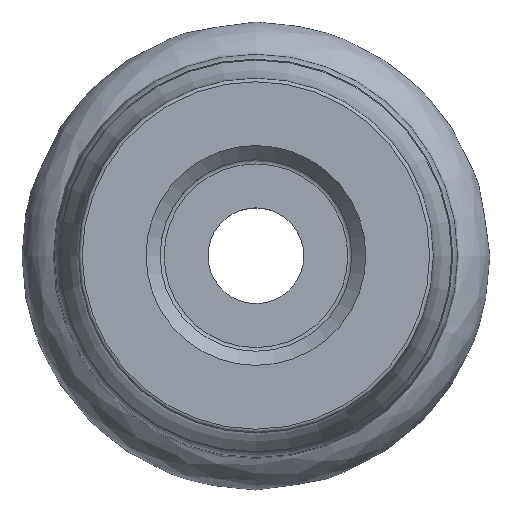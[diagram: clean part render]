
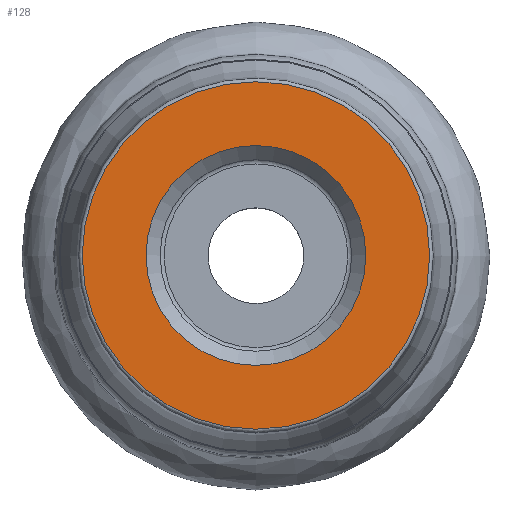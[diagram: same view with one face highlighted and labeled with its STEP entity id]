
A CAD part, top view. The second image highlights one B-rep face of the part: STEP entity #128.
In plain terms, the highlighted conical face has half-angle 89.977 degrees and reference radius 15.502 mm.
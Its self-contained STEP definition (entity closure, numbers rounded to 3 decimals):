
#128=ADVANCED_FACE('',(#161,#162),#156,.F.);
#156=CONICAL_SURFACE('',#529,15.502,89.977);
#161=FACE_BOUND('',#216,.T.);
#162=FACE_BOUND('',#217,.T.);
#216=EDGE_LOOP('',(#270));
#217=EDGE_LOOP('',(#271));
#270=ORIENTED_EDGE('',*,*,#352,.T.);
#271=ORIENTED_EDGE('',*,*,#353,.F.);
#324=VERTEX_POINT('',#746);
#325=VERTEX_POINT('',#748);
#352=EDGE_CURVE('',#324,#324,#379,.T.);
#353=EDGE_CURVE('',#325,#325,#380,.T.);
#379=CIRCLE('',#527,24.5);
#380=CIRCLE('',#528,15.502);
#527=AXIS2_PLACEMENT_3D('',#745,#606,#607);
#528=AXIS2_PLACEMENT_3D('',#747,#608,#609);
#529=AXIS2_PLACEMENT_3D('',#749,#610,#611);
#606=DIRECTION('',(0.,0.,1.));
#607=DIRECTION('',(1.,0.,0.));
#608=DIRECTION('',(0.,0.,1.));
#609=DIRECTION('',(1.,0.,0.));
#610=DIRECTION('',(0.,0.,1.));
#611=DIRECTION('',(1.,0.,0.));
#745=CARTESIAN_POINT('',(0.,0.,0.01));
#746=CARTESIAN_POINT('',(24.5,0.,0.01));
#747=CARTESIAN_POINT('',(0.,0.,0.006));
#748=CARTESIAN_POINT('',(15.502,0.,0.006));
#749=CARTESIAN_POINT('',(0.,0.,0.006));
